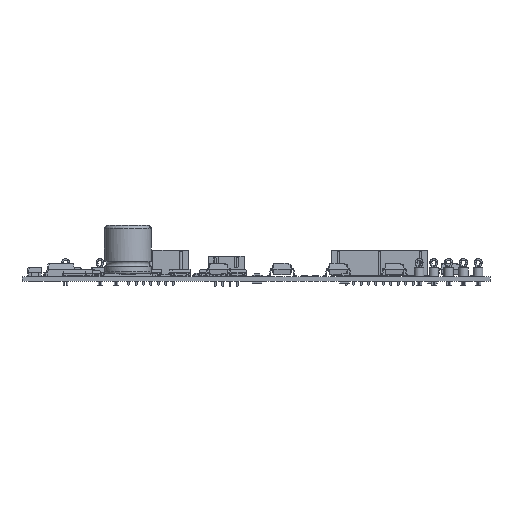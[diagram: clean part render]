
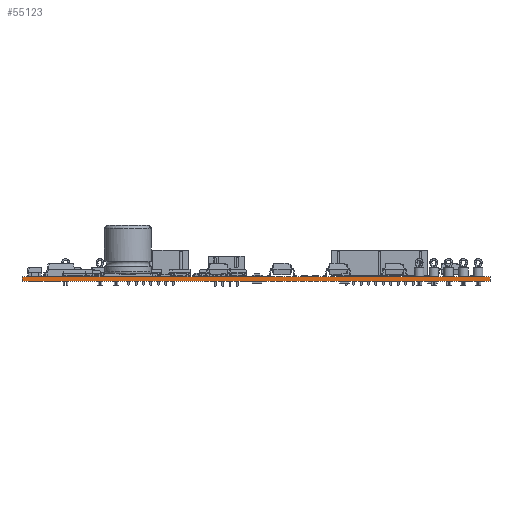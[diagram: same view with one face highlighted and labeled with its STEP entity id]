
A CAD part, front view. The second image highlights one B-rep face of the part: STEP entity #55123.
In plain terms, the highlighted planar face has unit normal (0, -1, 0).
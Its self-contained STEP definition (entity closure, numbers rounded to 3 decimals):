
#55123 = ADVANCED_FACE('',(#55124),#55158,.T.);
#55124 = FACE_BOUND('',#55125,.T.);
#55125 = EDGE_LOOP('',(#55126,#55136,#55144,#55152));
#55126 = ORIENTED_EDGE('',*,*,#55127,.T.);
#55127 = EDGE_CURVE('',#55128,#55130,#55132,.T.);
#55128 = VERTEX_POINT('',#55129);
#55129 = CARTESIAN_POINT('',(222.069,-159.88,0.));
#55130 = VERTEX_POINT('',#55131);
#55131 = CARTESIAN_POINT('',(222.069,-159.88,1.6));
#55132 = LINE('',#55133,#55134);
#55133 = CARTESIAN_POINT('',(222.069,-159.88,0.));
#55134 = VECTOR('',#55135,1.);
#55135 = DIRECTION('',(0.,0.,1.));
#55136 = ORIENTED_EDGE('',*,*,#55137,.T.);
#55137 = EDGE_CURVE('',#55130,#55138,#55140,.T.);
#55138 = VERTEX_POINT('',#55139);
#55139 = CARTESIAN_POINT('',(62.069,-159.88,1.6));
#55140 = LINE('',#55141,#55142);
#55141 = CARTESIAN_POINT('',(222.069,-159.88,1.6));
#55142 = VECTOR('',#55143,1.);
#55143 = DIRECTION('',(-1.,0.,0.));
#55144 = ORIENTED_EDGE('',*,*,#55145,.F.);
#55145 = EDGE_CURVE('',#55146,#55138,#55148,.T.);
#55146 = VERTEX_POINT('',#55147);
#55147 = CARTESIAN_POINT('',(62.069,-159.88,0.));
#55148 = LINE('',#55149,#55150);
#55149 = CARTESIAN_POINT('',(62.069,-159.88,0.));
#55150 = VECTOR('',#55151,1.);
#55151 = DIRECTION('',(0.,0.,1.));
#55152 = ORIENTED_EDGE('',*,*,#55153,.F.);
#55153 = EDGE_CURVE('',#55128,#55146,#55154,.T.);
#55154 = LINE('',#55155,#55156);
#55155 = CARTESIAN_POINT('',(222.069,-159.88,0.));
#55156 = VECTOR('',#55157,1.);
#55157 = DIRECTION('',(-1.,0.,0.));
#55158 = PLANE('',#55159);
#55159 = AXIS2_PLACEMENT_3D('',#55160,#55161,#55162);
#55160 = CARTESIAN_POINT('',(222.069,-159.88,0.));
#55161 = DIRECTION('',(0.,-1.,0.));
#55162 = DIRECTION('',(-1.,0.,0.));
